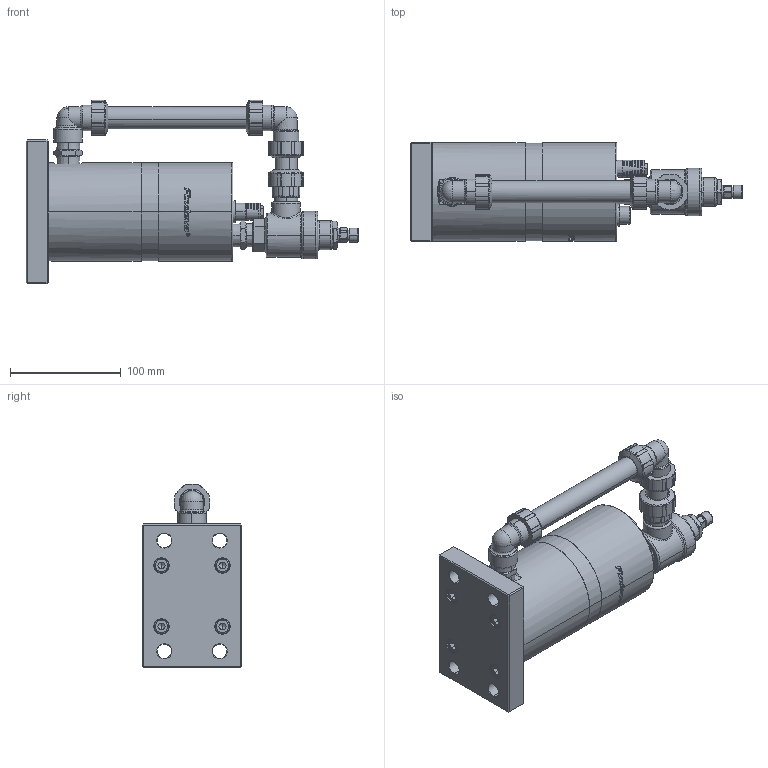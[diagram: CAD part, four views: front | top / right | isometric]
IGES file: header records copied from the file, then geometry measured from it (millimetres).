
Global section: file name: No Iges File Name specified; native system: Autodesk Inventor 2011; preprocessor: AutoDesk Inventor Iges Exporter R2011; author: Petr; date: 20120221.142147; units: millimetre
Bounding box: 300 x 90 x 166 mm (x, y, z)
Volume: 1395390.7 mm3; surface area: 169231.6 mm2
Topology: 1 solids, 29 shells, 1323 faces, 3455 edges, 2234 vertices
Faces by surface type: bspline 417, plane 386, cylinder 220, torus 118, revolution 90, cone 90, sphere 2
